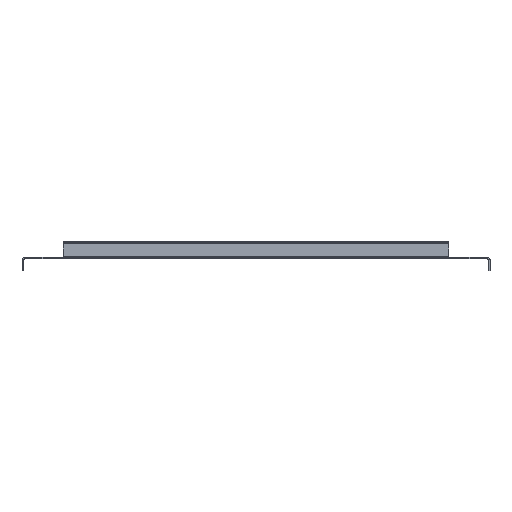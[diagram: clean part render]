
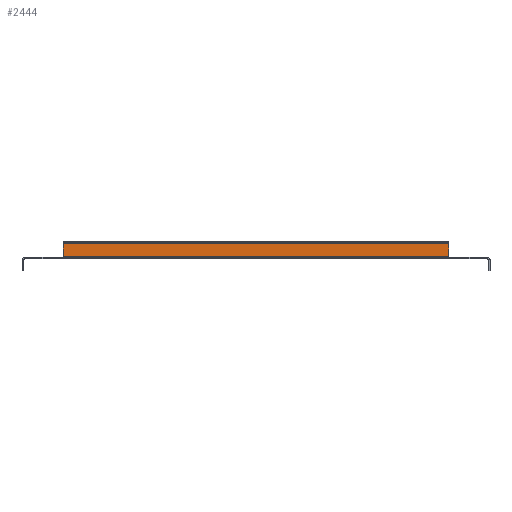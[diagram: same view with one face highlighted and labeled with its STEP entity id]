
A CAD part, front view. The second image highlights one B-rep face of the part: STEP entity #2444.
In plain terms, the highlighted planar face has unit normal (0, -1, 0).
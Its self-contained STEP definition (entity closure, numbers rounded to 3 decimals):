
#107 = LINE ( 'NONE', #2358, #959 ) ;
#203 = VECTOR ( 'NONE', #294, 1000. ) ;
#294 = DIRECTION ( 'NONE',  ( 0., 0., -1. ) ) ;
#411 = LINE ( 'NONE', #1595, #441 ) ;
#441 = VECTOR ( 'NONE', #2243, 1000. ) ;
#522 = CARTESIAN_POINT ( 'NONE',  ( 45., -3.5, 1. ) ) ;
#537 = DIRECTION ( 'NONE',  ( -1., 0., 0. ) ) ;
#642 = CARTESIAN_POINT ( 'NONE',  ( 465., -3.5, 0. ) ) ;
#752 = FACE_OUTER_BOUND ( 'NONE', #2594, .T. ) ;
#865 = VERTEX_POINT ( 'NONE', #2319 ) ;
#914 = VECTOR ( 'NONE', #1159, 1000. ) ;
#959 = VECTOR ( 'NONE', #537, 1000. ) ;
#960 = EDGE_CURVE ( 'NONE', #2402, #2547, #107, .T. ) ;
#971 = CARTESIAN_POINT ( 'NONE',  ( 465., -3.5, 14.5 ) ) ;
#1106 = EDGE_CURVE ( 'NONE', #865, #2659, #411, .T. ) ;
#1112 = ORIENTED_EDGE ( 'NONE', *, *, #2624, .T. ) ;
#1153 = ORIENTED_EDGE ( 'NONE', *, *, #1318, .T. ) ;
#1159 = DIRECTION ( 'NONE',  ( 0., 0., 1. ) ) ;
#1318 = EDGE_CURVE ( 'NONE', #865, #2402, #1674, .T. ) ;
#1574 = DIRECTION ( 'NONE',  ( 0., 1., 0. ) ) ;
#1595 = CARTESIAN_POINT ( 'NONE',  ( 45., -3.5, 1. ) ) ;
#1674 = LINE ( 'NONE', #642, #914 ) ;
#1872 = CARTESIAN_POINT ( 'NONE',  ( 45., -3.5, 14.5 ) ) ;
#1934 = AXIS2_PLACEMENT_3D ( 'NONE', #2631, #1574, #2408 ) ;
#2032 = PLANE ( 'NONE',  #1934 ) ;
#2133 = ORIENTED_EDGE ( 'NONE', *, *, #960, .T. ) ;
#2161 = CARTESIAN_POINT ( 'NONE',  ( 45., -3.5, 0. ) ) ;
#2171 = LINE ( 'NONE', #2161, #203 ) ;
#2243 = DIRECTION ( 'NONE',  ( -1., 0., 0. ) ) ;
#2319 = CARTESIAN_POINT ( 'NONE',  ( 465., -3.5, 1. ) ) ;
#2358 = CARTESIAN_POINT ( 'NONE',  ( 465., -3.5, 14.5 ) ) ;
#2402 = VERTEX_POINT ( 'NONE', #971 ) ;
#2408 = DIRECTION ( 'NONE',  ( 0., 0., 1. ) ) ;
#2444 = ADVANCED_FACE ( 'NONE', ( #752 ), #2032, .F. ) ;
#2547 = VERTEX_POINT ( 'NONE', #1872 ) ;
#2570 = ORIENTED_EDGE ( 'NONE', *, *, #1106, .F. ) ;
#2594 = EDGE_LOOP ( 'NONE', ( #2133, #1112, #2570, #1153 ) ) ;
#2624 = EDGE_CURVE ( 'NONE', #2547, #2659, #2171, .T. ) ;
#2631 = CARTESIAN_POINT ( 'NONE',  ( 0., -3.5, 0. ) ) ;
#2659 = VERTEX_POINT ( 'NONE', #522 ) ;
